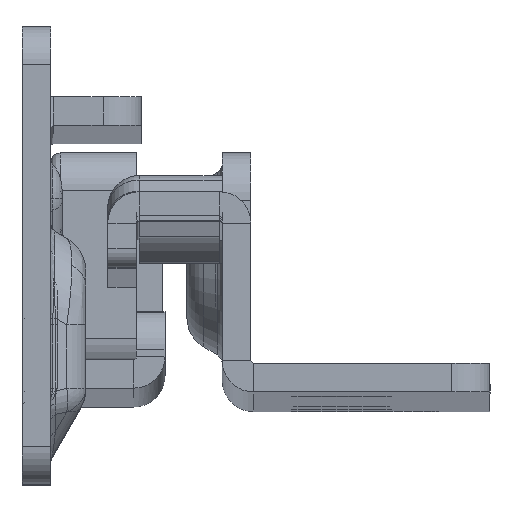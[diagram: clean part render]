
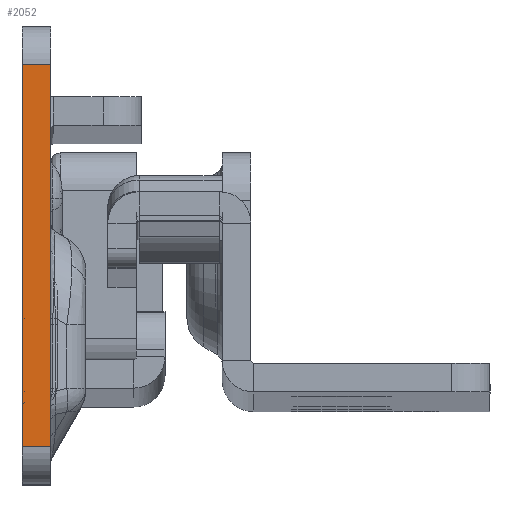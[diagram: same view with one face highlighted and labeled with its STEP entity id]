
A CAD part, top view. The second image highlights one B-rep face of the part: STEP entity #2052.
In plain terms, the highlighted planar face has unit normal (0, 0, 1).
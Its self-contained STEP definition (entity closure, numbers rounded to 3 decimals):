
#1270 = CARTESIAN_POINT ( 'NONE',  ( -142.194, -21.7, 0. ) ) ;
#1344 = VERTEX_POINT ( 'NONE', #16498 ) ;
#2052 = ADVANCED_FACE ( 'NONE', ( #5723 ), #12692, .T. ) ;
#2271 = CARTESIAN_POINT ( 'NONE',  ( -3., 18.3, 0. ) ) ;
#2797 = ORIENTED_EDGE ( 'NONE', *, *, #8803, .T. ) ;
#3264 = DIRECTION ( 'NONE',  ( 1., 0., 0. ) ) ;
#3690 = AXIS2_PLACEMENT_3D ( 'NONE', #15510, #12514, #11337 ) ;
#4193 = CARTESIAN_POINT ( 'NONE',  ( -3., -29.094, 0. ) ) ;
#4559 = LINE ( 'NONE', #4193, #8543 ) ;
#5651 = ORIENTED_EDGE ( 'NONE', *, *, #6745, .T. ) ;
#5723 = FACE_OUTER_BOUND ( 'NONE', #12541, .T. ) ;
#6503 = ORIENTED_EDGE ( 'NONE', *, *, #11229, .F. ) ;
#6665 = VECTOR ( 'NONE', #11917, 1000. ) ;
#6745 = EDGE_CURVE ( 'NONE', #1344, #9859, #8145, .T. ) ;
#8145 = LINE ( 'NONE', #1270, #13977 ) ;
#8543 = VECTOR ( 'NONE', #9727, 1000. ) ;
#8803 = EDGE_CURVE ( 'NONE', #8987, #1344, #4559, .T. ) ;
#8987 = VERTEX_POINT ( 'NONE', #10621 ) ;
#9185 = LINE ( 'NONE', #17622, #6665 ) ;
#9727 = DIRECTION ( 'NONE',  ( 0., -1., 0. ) ) ;
#9859 = VERTEX_POINT ( 'NONE', #17524 ) ;
#10621 = CARTESIAN_POINT ( 'NONE',  ( -3., 18.3, 0. ) ) ;
#10953 = DIRECTION ( 'NONE',  ( 1., 0., 0. ) ) ;
#10999 = VECTOR ( 'NONE', #3264, 1000. ) ;
#11229 = EDGE_CURVE ( 'NONE', #8987, #11399, #13155, .T. ) ;
#11337 = DIRECTION ( 'NONE',  ( 1., 0., 0. ) ) ;
#11399 = VERTEX_POINT ( 'NONE', #16257 ) ;
#11917 = DIRECTION ( 'NONE',  ( 0., -1., 0. ) ) ;
#12000 = EDGE_CURVE ( 'NONE', #11399, #9859, #9185, .T. ) ;
#12514 = DIRECTION ( 'NONE',  ( 0., 0., 1. ) ) ;
#12541 = EDGE_LOOP ( 'NONE', ( #13160, #6503, #2797, #5651 ) ) ;
#12692 = PLANE ( 'NONE',  #3690 ) ;
#13155 = LINE ( 'NONE', #2271, #10999 ) ;
#13160 = ORIENTED_EDGE ( 'NONE', *, *, #12000, .F. ) ;
#13977 = VECTOR ( 'NONE', #10953, 1000. ) ;
#15510 = CARTESIAN_POINT ( 'NONE',  ( -3., -29.094, 0. ) ) ;
#16257 = CARTESIAN_POINT ( 'NONE',  ( 0., 18.3, 0. ) ) ;
#16498 = CARTESIAN_POINT ( 'NONE',  ( -3., -21.7, 0. ) ) ;
#17524 = CARTESIAN_POINT ( 'NONE',  ( 0., -21.7, 0. ) ) ;
#17622 = CARTESIAN_POINT ( 'NONE',  ( 0., -29.094, 0. ) ) ;
